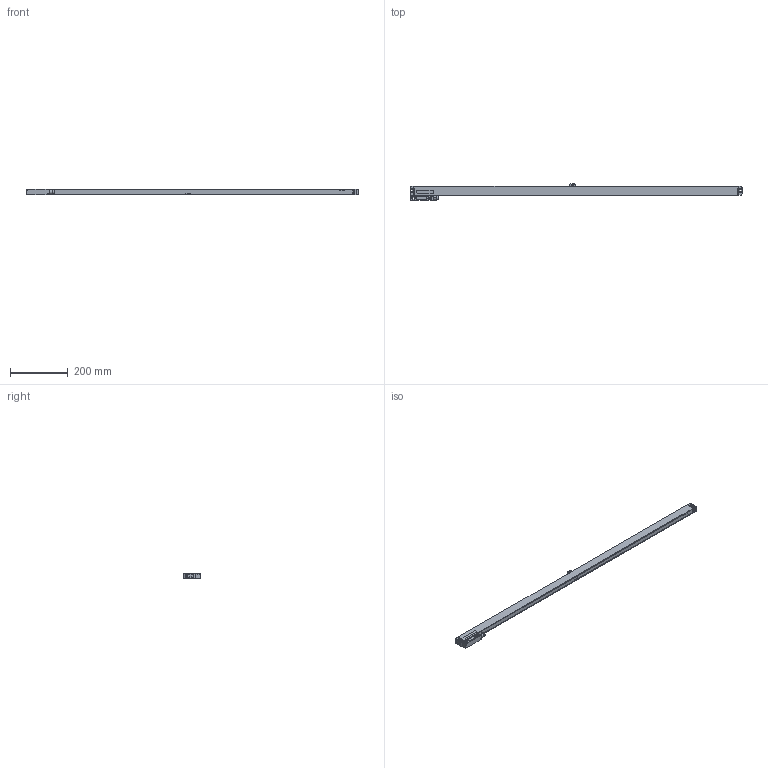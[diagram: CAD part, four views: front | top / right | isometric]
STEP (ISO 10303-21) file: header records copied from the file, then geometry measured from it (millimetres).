
FILE_DESCRIPTION((''),'2;1');
FILE_NAME('1349762-01-Z01_ASM','2021-05-31T11:19:50',('AT10150'),(''),'CREO PARAMETRIC BY PTC INC, 2019164','CREO PARAMETRIC BY PTC INC, 2019164','');
FILE_SCHEMA(('AUTOMOTIVE_DESIGN { 1 0 10303 214 1 1 1 1 }'));
Length unit declared in the file: millimetre
Products named in the file (3): 1349762-01-Z03; 1349762-01-Z10; 1349762-01-Z01_ASM
Assembly tree (2 placements, depth 2):
  1349762-01-Z01_ASM
    1349762-01-Z03
    1349762-01-Z10
Bounding box: 1145 x 57 x 18 mm (x, y, z)
Volume: 616746.8 mm3; surface area: 139485.4 mm2
Topology: 2 solids, 2 shells, 234 faces, 1046 edges, 830 vertices
Faces by surface type: plane 153, cylinder 73, cone 8
Entity records: 13197 total; most frequent: CARTESIAN_POINT 1926, DIRECTION 1606, ORIENTED_EDGE 1260, PRESENTATION_STYLE_ASSIGNMENT 1044, STYLED_ITEM 1044, CURVE_STYLE 1042, VECTOR 820, LINE 820
